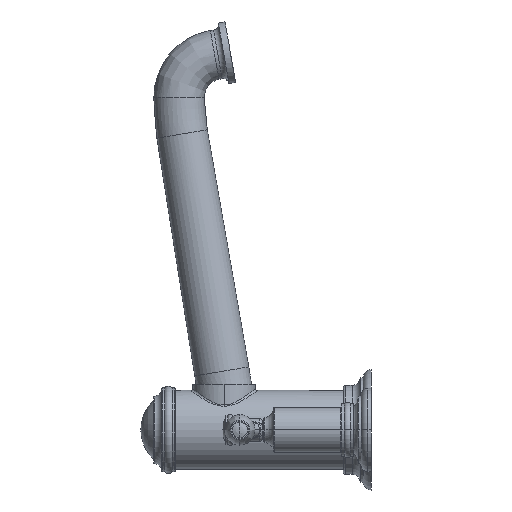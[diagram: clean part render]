
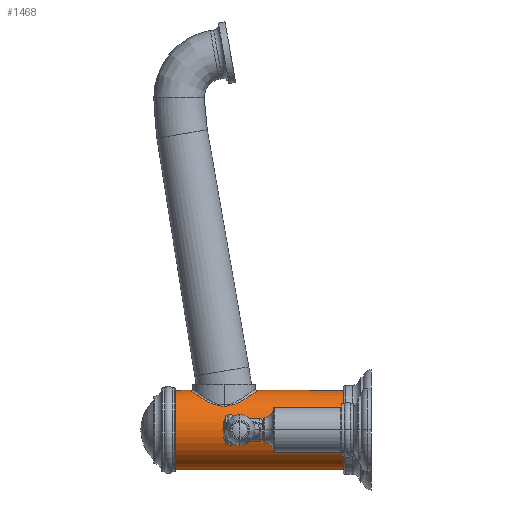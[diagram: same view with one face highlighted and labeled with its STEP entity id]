
A CAD part, left-side view. The second image highlights one B-rep face of the part: STEP entity #1468.
In plain terms, the highlighted cylindrical face has radius 25.4 mm (diameter 50.8 mm), a partial arc.
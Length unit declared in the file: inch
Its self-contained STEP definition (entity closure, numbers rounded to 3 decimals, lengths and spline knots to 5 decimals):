
#95=CARTESIAN_POINT('',(0.,4.96,0.));
#96=DIRECTION('',(0.,1.,0.));
#97=DIRECTION('',(0.,0.,-1.));
#98=AXIS2_PLACEMENT_3D('',#95,#96,#97);
#100=CARTESIAN_POINT('',(0.,0.7,0.));
#101=DIRECTION('',(0.,-1.,0.));
#102=DIRECTION('',(0.,0.,1.));
#103=AXIS2_PLACEMENT_3D('',#100,#101,#102);
#105=DIRECTION('',(0.,1.,0.));
#106=VECTOR('',#105,0.4);
#107=CARTESIAN_POINT('',(0.,4.56,
1.));
#108=LINE('',#107,#106);
#109=DIRECTION('',(0.,1.,0.));
#110=VECTOR('',#109,2.18);
#111=CARTESIAN_POINT('',(0.,0.7,1.));
#112=LINE('',#111,#110);
#244=DIRECTION('',(0.,-1.,0.));
#245=VECTOR('',#244,4.26);
#246=CARTESIAN_POINT('',(0.,4.96,-1.));
#247=LINE('',#246,#245);
#248=CARTESIAN_POINT('',(0.,2.88,
1.));
#280=CARTESIAN_POINT('',(-0.8,3.72,
0.6));
#281=CARTESIAN_POINT('',(-0.8,3.70562,
0.60001));
#282=CARTESIAN_POINT('',(-0.79928,3.67638,
0.60096));
#283=CARTESIAN_POINT('',(-0.79593,3.63125,
0.6054));
#284=CARTESIAN_POINT('',(-0.78994,3.58436,
0.61322));
#285=CARTESIAN_POINT('',(-0.78096,3.53546,
0.62465));
#286=CARTESIAN_POINT('',(-0.76848,3.4844,
0.64001));
#287=CARTESIAN_POINT('',(-0.75184,3.43101,
0.65955));
#288=CARTESIAN_POINT('',(-0.73024,3.37502,
0.6835));
#289=CARTESIAN_POINT('',(-0.70317,3.31765,
0.71143));
#290=CARTESIAN_POINT('',(-0.67064,3.26033,
0.74229));
#291=CARTESIAN_POINT('',(-0.63299,3.20482,
0.77473));
#292=CARTESIAN_POINT('',(-0.59129,3.15283,
0.80706));
#293=CARTESIAN_POINT('',(-0.54642,3.10527,
0.83812));
#294=CARTESIAN_POINT('',(-0.49933,3.06266,
0.867));
#295=CARTESIAN_POINT('',(-0.4508,3.02513,
0.89319));
#296=CARTESIAN_POINT('',(-0.40128,2.99248,
0.91649));
#297=CARTESIAN_POINT('',(-0.35122,2.96452,
0.9368));
#298=CARTESIAN_POINT('',(-0.30091,2.94099,
0.95414));
#299=CARTESIAN_POINT('',(-0.25056,2.92162,
0.96857));
#300=CARTESIAN_POINT('',(-0.20018,2.90611,
0.98021));
#301=CARTESIAN_POINT('',(-0.14976,2.89426,
0.98916));
#302=CARTESIAN_POINT('',(-0.09949,2.88596,
0.99546));
#303=CARTESIAN_POINT('',(-0.04951,2.88106,
0.99919));
#304=CARTESIAN_POINT('',(-0.01645,2.88,
1.));
#305=CARTESIAN_POINT('',(0.,2.88,
1.));
#312=CARTESIAN_POINT('',(0.,4.56,
1.));
#313=CARTESIAN_POINT('',(-0.01644,4.56,
1.));
#314=CARTESIAN_POINT('',(-0.0495,4.55894,
0.99919));
#315=CARTESIAN_POINT('',(-0.09947,4.55404,
0.99546));
#316=CARTESIAN_POINT('',(-0.14973,4.54574,
0.98916));
#317=CARTESIAN_POINT('',(-0.20015,4.5339,
0.98022));
#318=CARTESIAN_POINT('',(-0.25052,4.5184,
0.96858));
#319=CARTESIAN_POINT('',(-0.30085,4.49903,
0.95416));
#320=CARTESIAN_POINT('',(-0.35115,4.47551,
0.93683));
#321=CARTESIAN_POINT('',(-0.4012,4.44757,
0.91653));
#322=CARTESIAN_POINT('',(-0.4507,4.41494,
0.89324));
#323=CARTESIAN_POINT('',(-0.49922,4.37743,
0.86706));
#324=CARTESIAN_POINT('',(-0.54631,4.33483,
0.83819));
#325=CARTESIAN_POINT('',(-0.59119,4.28727,
0.80713));
#326=CARTESIAN_POINT('',(-0.63291,4.23528,
0.77479));
#327=CARTESIAN_POINT('',(-0.67059,4.17975,
0.74234));
#328=CARTESIAN_POINT('',(-0.70314,4.12241,
0.71146));
#329=CARTESIAN_POINT('',(-0.73022,4.06503,
0.68352));
#330=CARTESIAN_POINT('',(-0.75182,4.00905,
0.65958));
#331=CARTESIAN_POINT('',(-0.76846,3.95567,
0.64004));
#332=CARTESIAN_POINT('',(-0.78095,3.90462,
0.62467));
#333=CARTESIAN_POINT('',(-0.78993,3.85569,
0.61323));
#334=CARTESIAN_POINT('',(-0.79593,3.80878,
0.6054));
#335=CARTESIAN_POINT('',(-0.79928,3.76361,
0.60096));
#336=CARTESIAN_POINT('',(-0.8,3.73438,
0.60001));
#337=CARTESIAN_POINT('',(-0.8,3.72,
0.6));
#369=CARTESIAN_POINT('',(0.,4.56,
1.));
#1162=VERTEX_POINT('',#248);
#1164=VERTEX_POINT('',#369);
#1165=CARTESIAN_POINT('',(0.,4.96,-1.));
#1166=CARTESIAN_POINT('',(0.,4.96,1.));
#1167=VERTEX_POINT('',#1165);
#1168=VERTEX_POINT('',#1166);
#1169=VERTEX_POINT('',#337);
#1274=CARTESIAN_POINT('',(0.,0.7,-1.));
#1275=CARTESIAN_POINT('',(0.,0.7,1.));
#1276=VERTEX_POINT('',#1274);
#1277=VERTEX_POINT('',#1275);
#1448=CARTESIAN_POINT('',(0.,5.9794,0.));
#1449=DIRECTION('',(0.,-1.,0.));
#1450=DIRECTION('',(0.,0.,1.));
#1451=AXIS2_PLACEMENT_3D('',#1448,#1449,#1450);
#1452=CYLINDRICAL_SURFACE('',#1451,1.);
#1454=ORIENTED_EDGE('',*,*,#1453,.T.);
#1456=ORIENTED_EDGE('',*,*,#1455,.F.);
#1457=ORIENTED_EDGE('',*,*,#1442,.T.);
#1459=ORIENTED_EDGE('',*,*,#1458,.F.);
#1461=ORIENTED_EDGE('',*,*,#1460,.T.);
#1463=ORIENTED_EDGE('',*,*,#1462,.T.);
#1465=ORIENTED_EDGE('',*,*,#1464,.F.);
#1466=EDGE_LOOP('',(#1454,#1456,#1457,#1459,#1461,#1463,#1465));
#1467=FACE_OUTER_BOUND('',#1466,.F.);
#1468=ADVANCED_FACE('',(#1467),#1452,.T.);
#99=CIRCLE('',#98,1.);
#104=CIRCLE('',#103,1.);
#306=B_SPLINE_CURVE_WITH_KNOTS('',3,(#280,#281,#282,#283,#284,#285,#286,#287,
#288,#289,#290,#291,#292,#293,#294,#295,#296,#297,#298,#299,#300,#301,#302,#303,
#304,#305),.UNSPECIFIED.,.F.,.F.,(4,1,1,1,1,1,1,1,1,1,1,1,1,1,1,1,1,1,1,1,1,1,1,
4),(0.,0.04348,0.08696,0.13043,
0.17391,0.21739,0.26087,0.30435,
0.34783,0.3913,0.43478,0.47826,
0.52174,0.56522,0.6087,0.65217,
0.69565,0.73913,0.78261,0.82609,
0.86957,0.91304,0.95652,1.),.UNSPECIFIED.);
#338=B_SPLINE_CURVE_WITH_KNOTS('',3,(#312,#313,#314,#315,#316,#317,#318,#319,
#320,#321,#322,#323,#324,#325,#326,#327,#328,#329,#330,#331,#332,#333,#334,#335,
#336,#337),.UNSPECIFIED.,.F.,.F.,(4,1,1,1,1,1,1,1,1,1,1,1,1,1,1,1,1,1,1,1,1,1,1,
4),(0.,0.04348,0.08696,0.13043,
0.17391,0.21739,0.26087,0.30435,
0.34783,0.3913,0.43478,0.47826,
0.52174,0.56522,0.6087,0.65217,
0.69565,0.73913,0.78261,0.82609,
0.86957,0.91304,0.95652,1.),.UNSPECIFIED.);
#1442=EDGE_CURVE('',#1167,#1168,#99,.T.);
#1453=EDGE_CURVE('',#1277,#1276,#104,.T.);
#1455=EDGE_CURVE('',#1167,#1276,#247,.T.);
#1458=EDGE_CURVE('',#1164,#1168,#108,.T.);
#1460=EDGE_CURVE('',#1164,#1169,#338,.T.);
#1462=EDGE_CURVE('',#1169,#1162,#306,.T.);
#1464=EDGE_CURVE('',#1277,#1162,#112,.T.);
